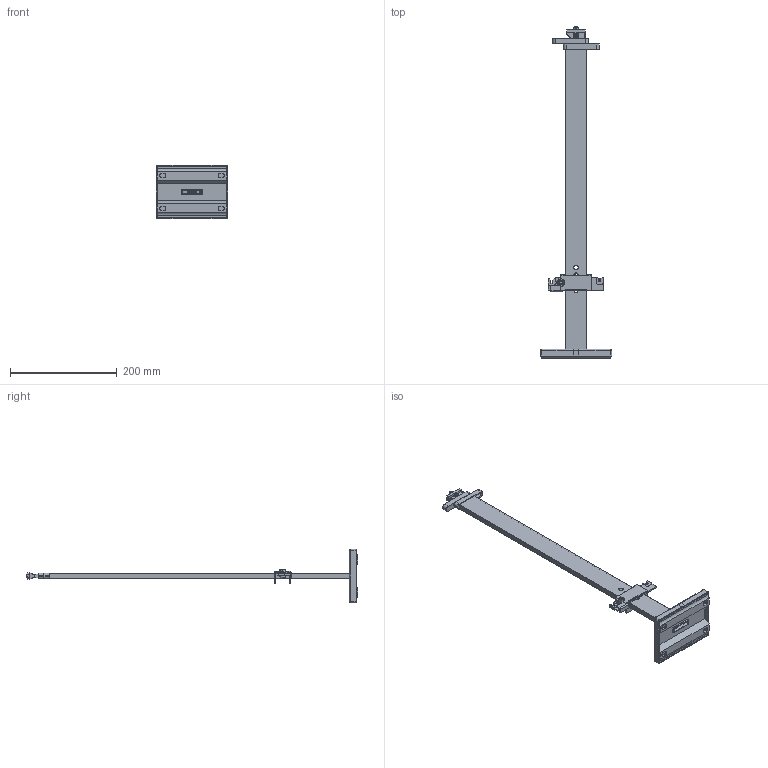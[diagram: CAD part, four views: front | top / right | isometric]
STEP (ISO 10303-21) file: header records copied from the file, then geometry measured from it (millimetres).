
FILE_DESCRIPTION(/* description */ (''),/* implementation_level */ '2;1');
FILE_NAME(/* name */ 'sotjak h-500 v3.step',/* time_stamp */ '2021-08-19T14:02:01+02:00',/* author */ (''),/* organization */ (''),/* preprocessor_version */ 'ST-DEVELOPER v18.1',/* originating_system */ 'Autodesk Translation Framework v10.9.0.1377',/* authorisation */ '');
FILE_SCHEMA (('AUTOMOTIVE_DESIGN { 1 0 10303 214 3 1 1 }'));
Length unit declared in the file: millimetre
Products named in the file (13): sotjak h-500; PODSTAWA; WSPORNIK PIONOWY; pokrywa tworzywowa; zaczep dolny stalowy; WSPORNIK d1; wspordnik D2; wkładka tworzywowa; zaczep górny tworzywowo; klin tworzywowoy; m6; sruba imbusowa; m6 sruba
Assembly tree (16 placements, depth 2):
  sotjak h-500
    PODSTAWA
    WSPORNIK PIONOWY
    pokrywa tworzywowa  x2
    zaczep dolny stalowy
    WSPORNIK d1
    wkładka tworzywowa  x2
    wspordnik D2
    zaczep górny tworzywowo  x2
    klin tworzywowoy
    m6
    m6 sruba  x2
    sruba imbusowa
Bounding box: 134 x 623.19 x 100 mm (x, y, z)
Volume: 180796.7 mm3; surface area: 204963.4 mm2
Topology: 17 solids, 17 shells, 603 faces, 1620 edges, 1050 vertices
Faces by surface type: cylinder 303, plane 264, sphere 28, bspline 8
Full cylindrical faces by diameter (mm): 4.744 x36, 5.035 x6, 5.884 x60, 6 x1, 6.147 x2, 6.5 x1, 8.5 x8, 10 x1
Entity records: 27170 total; most frequent: CARTESIAN_POINT 14739, ORIENTED_EDGE 2730, DIRECTION 2143, EDGE_CURVE 1365, VERTEX_POINT 894, LINE 813, VECTOR 813, AXIS2_PLACEMENT_3D 665
